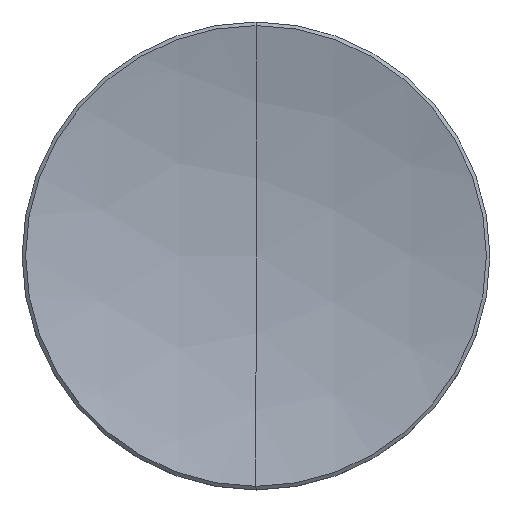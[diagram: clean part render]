
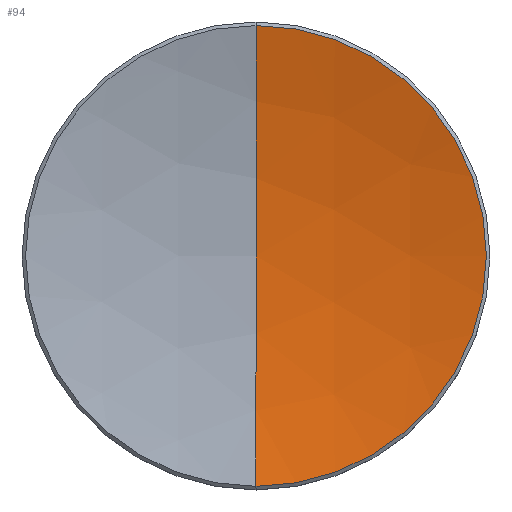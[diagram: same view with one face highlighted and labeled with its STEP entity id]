
A CAD part, top view. The second image highlights one B-rep face of the part: STEP entity #94.
In plain terms, the highlighted spherical face has radius 50.663 mm.
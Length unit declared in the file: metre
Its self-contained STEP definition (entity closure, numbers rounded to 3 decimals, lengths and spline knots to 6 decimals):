
#3 = DIRECTION ( 'NONE',  ( 0., 1., 0. ) ) ;
#17 = DIRECTION ( 'NONE',  ( 0., 0., -1. ) ) ;
#22 = AXIS2_PLACEMENT_3D ( 'NONE', #120, #194, #17 ) ;
#43 = CARTESIAN_POINT ( 'NONE',  ( 0., 0., 0.052663 ) ) ;
#46 = AXIS2_PLACEMENT_3D ( 'NONE', #258, #305, #3 ) ;
#47 = VERTEX_POINT ( 'NONE', #283 ) ;
#49 = FACE_OUTER_BOUND ( 'NONE', #65, .T. ) ;
#52 = AXIS2_PLACEMENT_3D ( 'NONE', #43, #267, #68 ) ;
#55 = CIRCLE ( 'NONE', #52, 0.050663 ) ;
#56 = CARTESIAN_POINT ( 'NONE',  ( 0., 0., 0.003568 ) ) ;
#65 = EDGE_LOOP ( 'NONE', ( #203, #295, #271 ) ) ;
#67 = CARTESIAN_POINT ( 'NONE',  ( 0., 0.012506, 0.003568 ) ) ;
#68 = DIRECTION ( 'NONE',  ( 0., -1., 0. ) ) ;
#71 = SPHERICAL_SURFACE ( 'NONE', #46, 0.050663 ) ;
#94 = ADVANCED_FACE ( 'NONE', ( #49 ), #71, .F. ) ;
#98 = EDGE_CURVE ( 'NONE', #47, #227, #233, .T. ) ;
#120 = CARTESIAN_POINT ( 'NONE',  ( 0., 0., 0.052663 ) ) ;
#126 = CIRCLE ( 'NONE', #22, 0.050663 ) ;
#144 = CARTESIAN_POINT ( 'NONE',  ( 0., 0., 0.002 ) ) ;
#151 = VERTEX_POINT ( 'NONE', #144 ) ;
#162 = DIRECTION ( 'NONE',  ( 0., -1., 0. ) ) ;
#178 = AXIS2_PLACEMENT_3D ( 'NONE', #56, #185, #162 ) ;
#185 = DIRECTION ( 'NONE',  ( 0., 0., 1. ) ) ;
#194 = DIRECTION ( 'NONE',  ( 1., 0., 0. ) ) ;
#197 = EDGE_CURVE ( 'NONE', #151, #227, #126, .T. ) ;
#203 = ORIENTED_EDGE ( 'NONE', *, *, #197, .F. ) ;
#227 = VERTEX_POINT ( 'NONE', #67 ) ;
#233 = CIRCLE ( 'NONE', #178, 0.012506 ) ;
#258 = CARTESIAN_POINT ( 'NONE',  ( 0., 0., 0.052663 ) ) ;
#267 = DIRECTION ( 'NONE',  ( -1., 0., 0. ) ) ;
#271 = ORIENTED_EDGE ( 'NONE', *, *, #98, .T. ) ;
#283 = CARTESIAN_POINT ( 'NONE',  ( 0., -0.012506, 0.003568 ) ) ;
#294 = EDGE_CURVE ( 'NONE', #151, #47, #55, .T. ) ;
#295 = ORIENTED_EDGE ( 'NONE', *, *, #294, .T. ) ;
#305 = DIRECTION ( 'NONE',  ( -1., 0., 0. ) ) ;
